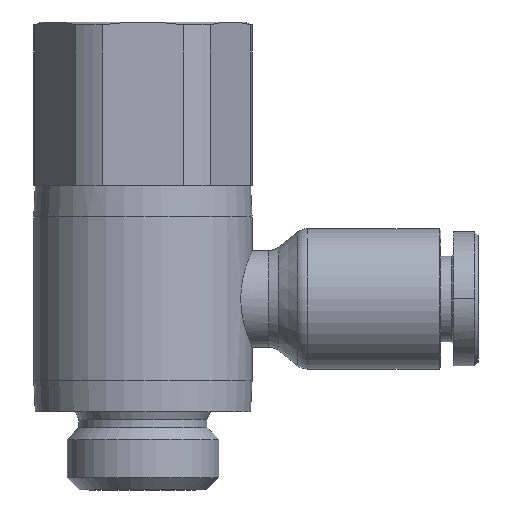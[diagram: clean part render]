
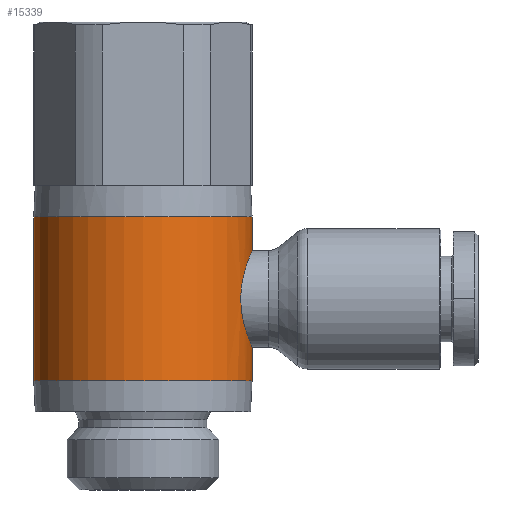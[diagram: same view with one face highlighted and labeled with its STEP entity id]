
A CAD part, front view. The second image highlights one B-rep face of the part: STEP entity #15339.
In plain terms, the highlighted cylindrical face has radius 7 mm (diameter 14 mm), a partial arc.
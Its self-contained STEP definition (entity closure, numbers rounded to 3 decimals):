
#343=CARTESIAN_POINT('',(-8.1,0.,3.1));
#344=VERTEX_POINT('',#343);
#352=CARTESIAN_POINT('',(-8.1,0.,-3.1));
#353=VERTEX_POINT('',#352);
#447=CARTESIAN_POINT('',(-8.1,0.,5.25));
#448=VERTEX_POINT('',#447);
#457=CARTESIAN_POINT('',(5.9,0.,5.25));
#458=VERTEX_POINT('',#457);
#545=CARTESIAN_POINT('',(-8.1,0.,-5.25));
#546=VERTEX_POINT('',#545);
#562=CARTESIAN_POINT('',(5.9,0.,-5.25));
#563=VERTEX_POINT('',#562);
#627=CARTESIAN_POINT('',(-8.1,0.,-5.25));
#628=DIRECTION('',(0.0,0.0,1.0));
#629=VECTOR('',#628,2.15);
#630=LINE('',#627,#629);
#631=EDGE_CURVE('',#546,#353,#630,.T.);
#634=CARTESIAN_POINT('',(5.9,0.,5.25));
#635=DIRECTION('',(0.0,0.0,-1.0));
#636=VECTOR('',#635,10.5);
#637=LINE('',#634,#636);
#638=EDGE_CURVE('',#458,#563,#637,.T.);
#641=CARTESIAN_POINT('',(-8.1,0.,3.1));
#642=DIRECTION('',(0.0,0.0,1.0));
#643=VECTOR('',#642,2.15);
#644=LINE('',#641,#643);
#645=EDGE_CURVE('',#344,#448,#644,.T.);
#15271=CARTESIAN_POINT('',(-1.1,0.,0.));
#15272=DIRECTION('',(0.,0.,1.0));
#15273=DIRECTION('',(-1.0,0.0,0.0));
#15274=AXIS2_PLACEMENT_3D('',#15271,#15272,#15273);
#15275=CYLINDRICAL_SURFACE('',#15274,7.0);
#15276=ORIENTED_EDGE('',*,*,#631,.T.);
#15277=CARTESIAN_POINT('',(-7.376,3.1,0.));
#15278=VERTEX_POINT('',#15277);
#15279=CARTESIAN_POINT('',(-7.376,3.1,0.));
#15280=CARTESIAN_POINT('',(-7.376,3.1,-0.198));
#15281=CARTESIAN_POINT('',(-7.386,3.081,-0.401));
#15282=CARTESIAN_POINT('',(-7.424,3.001,-0.804));
#15283=CARTESIAN_POINT('',(-7.453,2.94,-1.003));
#15284=CARTESIAN_POINT('',(-7.524,2.781,-1.384));
#15285=CARTESIAN_POINT('',(-7.567,2.683,-1.566));
#15286=CARTESIAN_POINT('',(-7.656,2.456,-1.902));
#15287=CARTESIAN_POINT('',(-7.703,2.328,-2.056));
#15288=CARTESIAN_POINT('',(-7.793,2.056,-2.328));
#15289=CARTESIAN_POINT('',(-7.839,1.902,-2.456));
#15290=CARTESIAN_POINT('',(-7.925,1.566,-2.683));
#15291=CARTESIAN_POINT('',(-7.964,1.384,-2.781));
#15292=CARTESIAN_POINT('',(-8.03,1.003,-2.94));
#15293=CARTESIAN_POINT('',(-8.057,0.804,-3.001));
#15294=CARTESIAN_POINT('',(-8.091,0.401,-3.081));
#15295=CARTESIAN_POINT('',(-8.1,0.197,-3.1));
#15296=CARTESIAN_POINT('',(-8.1,0.,-3.1));
#15297=B_SPLINE_CURVE_WITH_KNOTS('',3,(#15279,#15280,#15281,#15282,#15283,#15284,#15285,#15286,#15287,#15288,#15289,#15290,#15291,#15292,#15293,#15294,#15295,#15296),.UNSPECIFIED.,.F.,.U.,(4,2,2,2,2,2,2,2,4),(0.0,0.593,1.187,1.78,2.374,2.966,3.559,4.151,4.743),.UNSPECIFIED.);
#15298=EDGE_CURVE('',#15278,#353,#15297,.T.);
#15299=ORIENTED_EDGE('',*,*,#15298,.F.);
#15300=CARTESIAN_POINT('',(-8.1,0.,3.1));
#15301=CARTESIAN_POINT('',(-8.1,0.197,3.1));
#15302=CARTESIAN_POINT('',(-8.091,0.401,3.081));
#15303=CARTESIAN_POINT('',(-8.057,0.804,3.001));
#15304=CARTESIAN_POINT('',(-8.03,1.003,2.94));
#15305=CARTESIAN_POINT('',(-7.964,1.384,2.781));
#15306=CARTESIAN_POINT('',(-7.925,1.566,2.683));
#15307=CARTESIAN_POINT('',(-7.839,1.902,2.456));
#15308=CARTESIAN_POINT('',(-7.793,2.056,2.328));
#15309=CARTESIAN_POINT('',(-7.703,2.328,2.056));
#15310=CARTESIAN_POINT('',(-7.656,2.456,1.902));
#15311=CARTESIAN_POINT('',(-7.567,2.683,1.566));
#15312=CARTESIAN_POINT('',(-7.524,2.781,1.384));
#15313=CARTESIAN_POINT('',(-7.453,2.94,1.003));
#15314=CARTESIAN_POINT('',(-7.424,3.001,0.804));
#15315=CARTESIAN_POINT('',(-7.386,3.081,0.401));
#15316=CARTESIAN_POINT('',(-7.376,3.1,0.198));
#15317=CARTESIAN_POINT('',(-7.376,3.1,0.));
#15318=B_SPLINE_CURVE_WITH_KNOTS('',3,(#15300,#15301,#15302,#15303,#15304,#15305,#15306,#15307,#15308,#15309,#15310,#15311,#15312,#15313,#15314,#15315,#15316,#15317),.UNSPECIFIED.,.F.,.U.,(4,2,2,2,2,2,2,2,4),(14.23,14.823,15.415,16.008,16.6,17.194,17.787,18.381,18.974),.UNSPECIFIED.);
#15319=EDGE_CURVE('',#344,#15278,#15318,.T.);
#15320=ORIENTED_EDGE('',*,*,#15319,.F.);
#15321=ORIENTED_EDGE('',*,*,#645,.T.);
#15322=CARTESIAN_POINT('',(-1.1,0.,5.25));
#15323=DIRECTION('',(0.0,0.0,1.0));
#15324=DIRECTION('',(-1.0,0.0,0.0));
#15325=AXIS2_PLACEMENT_3D('',#15322,#15323,#15324);
#15326=CIRCLE('',#15325,7.);
#15327=EDGE_CURVE('',#458,#448,#15326,.T.);
#15328=ORIENTED_EDGE('',*,*,#15327,.F.);
#15329=ORIENTED_EDGE('',*,*,#638,.T.);
#15330=CARTESIAN_POINT('',(-1.1,0.,-5.25));
#15331=DIRECTION('',(0.0,0.0,1.0));
#15332=DIRECTION('',(-1.0,0.0,0.0));
#15333=AXIS2_PLACEMENT_3D('',#15330,#15331,#15332);
#15334=CIRCLE('',#15333,7.);
#15335=EDGE_CURVE('',#563,#546,#15334,.T.);
#15336=ORIENTED_EDGE('',*,*,#15335,.T.);
#15337=EDGE_LOOP('',(#15276,#15299,#15320,#15321,#15328,#15329,#15336));
#15338=FACE_OUTER_BOUND('',#15337,.T.);
#15339=ADVANCED_FACE('',(#15338),#15275,.T.);
